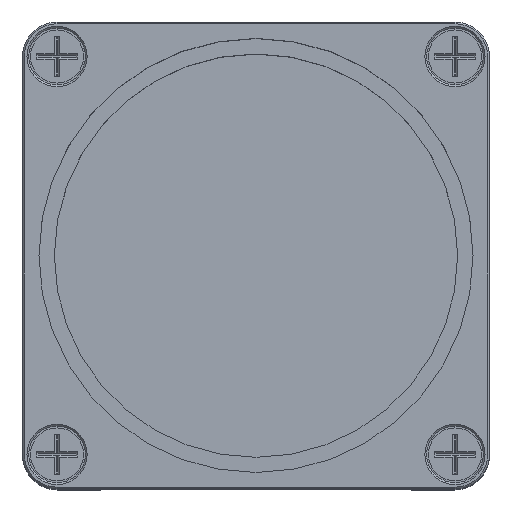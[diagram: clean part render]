
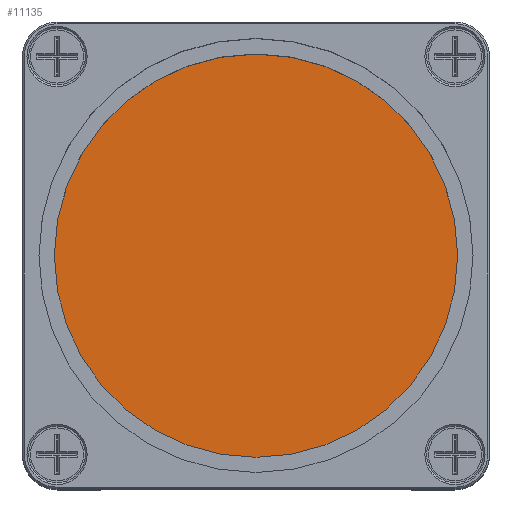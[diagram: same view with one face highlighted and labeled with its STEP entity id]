
A CAD part, top view. The second image highlights one B-rep face of the part: STEP entity #11135.
In plain terms, the highlighted face is planar.
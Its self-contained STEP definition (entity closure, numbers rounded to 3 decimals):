
#7743=FACE_OUTER_BOUND('',#28755,.T.);
#11135=ADVANCED_FACE('',(#7743),#13386,.F.);
#13386=PLANE('',#62525);
#28755=EDGE_LOOP('',(#42933));
#42933=ORIENTED_EDGE('',*,*,#56470,.F.);
#49168=VERTEX_POINT('',#92022);
#56470=EDGE_CURVE('',#49168,#49168,#58562,.T.);
#58562=CIRCLE('',#62522,12.5);
#62522=AXIS2_PLACEMENT_3D('',#92021,#75950,#75951);
#62525=AXIS2_PLACEMENT_3D('',#92025,#75956,#75957);
#75950=DIRECTION('',(0.,0.,1.));
#75951=DIRECTION('',(1.,0.,0.));
#75956=DIRECTION('',(0.,0.,1.));
#75957=DIRECTION('',(-1.,0.,0.));
#92021=CARTESIAN_POINT('',(0.,0.,0.));
#92022=CARTESIAN_POINT('',(12.5,0.,0.));
#92025=CARTESIAN_POINT('',(0.,0.,0.));
